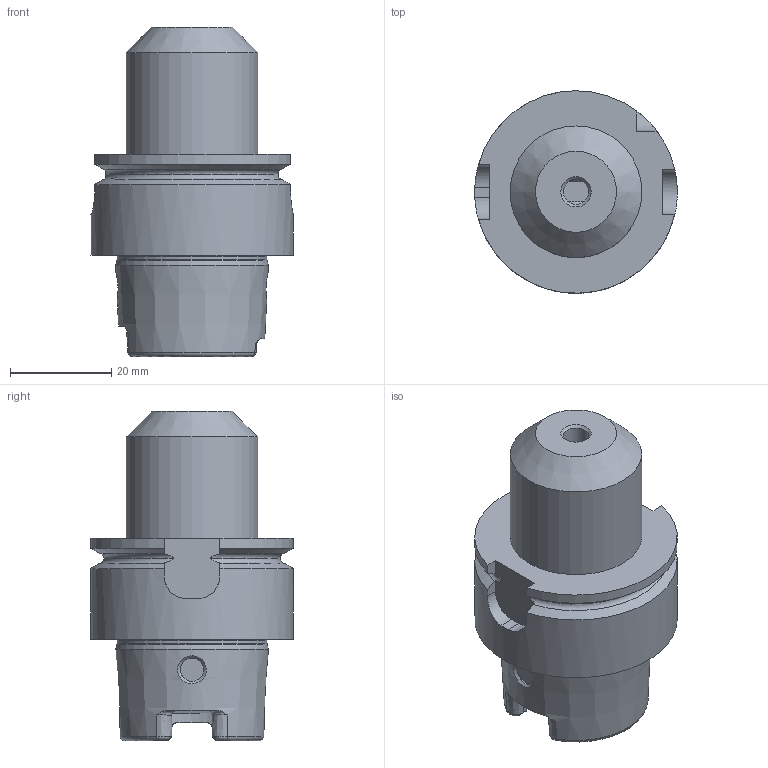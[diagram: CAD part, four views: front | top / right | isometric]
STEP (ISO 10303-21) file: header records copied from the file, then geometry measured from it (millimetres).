
FILE_DESCRIPTION(/* description */ (''),/* implementation_level */ '2;1');
FILE_NAME(/* name */ 'W2300012A.stp',/* time_stamp */ '2009-05-07T12:48:18+02:00',/* author */ (''),/* organization */ (''),/* preprocessor_version */ 'ST-DEVELOPER v11',/* originating_system */ 'UGS - NX 5.0',/* authorisation */ '');
FILE_SCHEMA (('AUTOMOTIVE_DESIGN { 1 0 10303 214 0 1 1 1 }'));
Length unit declared in the file: millimetre
Products named in the file (1): krue9E5D9kub
Bounding box: 40 x 39.99 x 65 mm (x, y, z)
Volume: 46893.7 mm3; surface area: 9471.6 mm2
Topology: 1 solids, 1 shells, 98 faces, 251 edges, 162 vertices
Faces by surface type: plane 35, cylinder 22, cone 17, bspline 14, torus 10
Full cylindrical faces by diameter (mm): 4.6 x2, 5 x1, 5.6 x1, 21 x1, 26 x1, 29.6 x1, 40 x1
Entity records: 4414 total; most frequent: CARTESIAN_POINT 2269, ORIENTED_EDGE 446, DIRECTION 383, EDGE_CURVE 223, AXIS2_PLACEMENT_3D 159, VERTEX_POINT 152, EDGE_LOOP 123, ADVANCED_FACE 98
